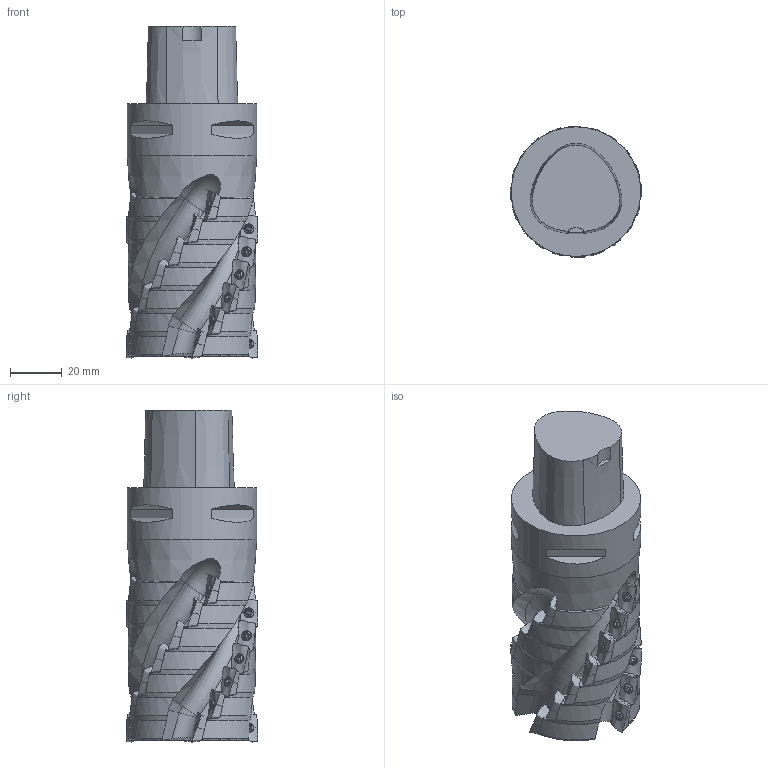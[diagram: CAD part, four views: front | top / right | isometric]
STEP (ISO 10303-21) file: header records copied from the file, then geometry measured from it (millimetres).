
FILE_DESCRIPTION(/* description */ (''),/* implementation_level */ '2;1');
FILE_NAME(/* name */ '1583476278271.stp',/* time_stamp */ '2020-03-06T12:01:35+06:00',/* author */ (''),/* organization */ ('SMS'),/* preprocessor_version */ 'ST-DEVELOPER v16.7',/* originating_system */ 'SIEMENS PLM Software NX 12.0',/* authorisation */ '');
FILE_SCHEMA (('AUTOMOTIVE_DESIGN { 1 0 10303 214 3 1 1 1 }'));
Products named in the file (4): ASSEMBLY_CONSTRUCTION; 201207134mod000_00; 202875444mod000_00; 202875463mod000_00
Assembly tree (30 placements, depth 2):
  202875463mod000_00
    202875444mod000_00
    201207134mod000_00  x28
    ASSEMBLY_CONSTRUCTION
Bounding box: 50.73 x 50.73 x 128.17 mm (x, y, z)
Volume: 184427.5 mm3; surface area: 32584.5 mm2
Topology: 29 solids, 29 shells, 1377 faces, 3344 edges, 2177 vertices
Faces by surface type: cylinder 426, plane 366, cone 296, bspline 156, torus 97, sphere 28, revolution 8
Full cylindrical faces by diameter (mm): 2.5 x28, 2.8 x28, 3.45 x28, 50 x1
Entity records: 75323 total; most frequent: CARTESIAN_POINT 52669, ORIENTED_EDGE 4594, DIRECTION 4560, EDGE_CURVE 2297, AXIS2_PLACEMENT_3D 2089, VERTEX_POINT 1513, EDGE_LOOP 1184, ADVANCED_FACE 999
